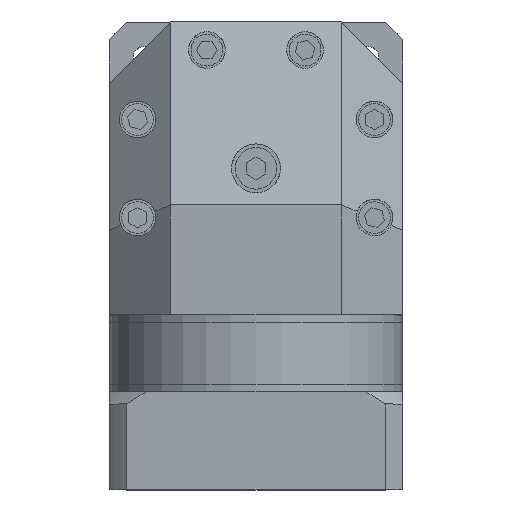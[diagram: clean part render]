
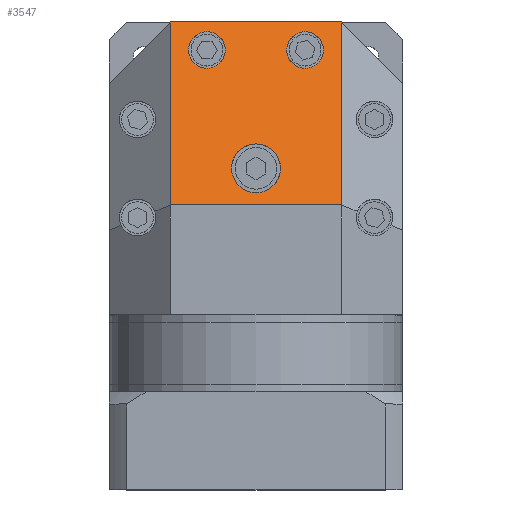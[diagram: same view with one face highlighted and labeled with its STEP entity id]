
A CAD part, top view. The second image highlights one B-rep face of the part: STEP entity #3547.
In plain terms, the highlighted planar face has unit normal (0, 0.707, 0.707).
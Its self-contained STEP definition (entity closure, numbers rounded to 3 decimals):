
#42 = CARTESIAN_POINT ( 'NONE',  ( 27.591, 48.504, -3.504 ) ) ;
#139 = VECTOR ( 'NONE', #2572, 1000. ) ;
#220 = FACE_BOUND ( 'NONE', #11089, .T. ) ;
#409 = ORIENTED_EDGE ( 'NONE', *, *, #12391, .F. ) ;
#428 = EDGE_CURVE ( 'NONE', #1462, #7217, #3511, .T. ) ;
#500 =( BOUNDED_CURVE ( )  B_SPLINE_CURVE ( 3, ( #4368, #11400, #6691, #14916 ),
 .UNSPECIFIED., .F., .F. ) 
 B_SPLINE_CURVE_WITH_KNOTS ( ( 4, 4 ),
 ( 1.571, 4.712 ),
 .UNSPECIFIED. ) 
 CURVE ( )  GEOMETRIC_REPRESENTATION_ITEM ( )  RATIONAL_B_SPLINE_CURVE ( ( 1., 0.333, 0.333, 1. ) ) 
 REPRESENTATION_ITEM ( '' )  );
#723 = VECTOR ( 'NONE', #9587, 1000. ) ;
#861 = CARTESIAN_POINT ( 'NONE',  ( 35., 60., -15. ) ) ;
#1036 = CARTESIAN_POINT ( 'NONE',  ( -12.591, 33.504, 11.496 ) ) ;
#1215 = ORIENTED_EDGE ( 'NONE', *, *, #9841, .F. ) ;
#1395 = CARTESIAN_POINT ( 'NONE',  ( -35., -15., 60. ) ) ;
#1462 = VERTEX_POINT ( 'NONE', #11074 ) ;
#1578 = AXIS2_PLACEMENT_3D ( 'NONE', #13616, #10108, #3091 ) ;
#1737 = CARTESIAN_POINT ( 'NONE',  ( -10., -20., 65. ) ) ;
#1908 = CARTESIAN_POINT ( 'NONE',  ( -10., 20., 25. ) ) ;
#1941 = CARTESIAN_POINT ( 'NONE',  ( 10., 0., 45. ) ) ;
#2023 = VERTEX_POINT ( 'NONE', #6953 ) ;
#2418 = CARTESIAN_POINT ( 'NONE',  ( 12.591, 48.504, -3.504 ) ) ;
#2572 = DIRECTION ( 'NONE',  ( 0., -0.707, 0.707 ) ) ;
#2704 = EDGE_CURVE ( 'NONE', #14207, #4775, #8270, .T. ) ;
#2898 = CARTESIAN_POINT ( 'NONE',  ( 10., 0., 45. ) ) ;
#2998 = VECTOR ( 'NONE', #5113, 1000. ) ;
#3069 = CARTESIAN_POINT ( 'NONE',  ( 10., 20., 25. ) ) ;
#3091 = DIRECTION ( 'NONE',  ( -1., 0., 0. ) ) ;
#3273 = CARTESIAN_POINT ( 'NONE',  ( -60., 60., -15. ) ) ;
#3332 = FACE_OUTER_BOUND ( 'NONE', #4936, .T. ) ;
#3511 =( BOUNDED_CURVE ( )  B_SPLINE_CURVE ( 3, ( #12236, #11064, #4030, #5203 ),
 .UNSPECIFIED., .F., .T. ) 
 B_SPLINE_CURVE_WITH_KNOTS ( ( 4, 4 ),
 ( 4.712, 7.854 ),
 .UNSPECIFIED. ) 
 CURVE ( )  GEOMETRIC_REPRESENTATION_ITEM ( )  RATIONAL_B_SPLINE_CURVE ( ( 1., 0.333, 0.333, 1. ) ) 
 REPRESENTATION_ITEM ( '' )  );
#3547 = ADVANCED_FACE ( 'NONE', ( #6063, #220, #9195, #3332 ), #7709, .F. ) ;
#4030 = CARTESIAN_POINT ( 'NONE',  ( 27.591, 33.504, 11.496 ) ) ;
#4368 = CARTESIAN_POINT ( 'NONE',  ( -12.591, 48.504, -3.504 ) ) ;
#4575 = LINE ( 'NONE', #8388, #723 ) ;
#4701 = CARTESIAN_POINT ( 'NONE',  ( -27.591, 48.504, -3.504 ) ) ;
#4739 = ORIENTED_EDGE ( 'NONE', *, *, #5312, .F. ) ;
#4775 = VERTEX_POINT ( 'NONE', #5832 ) ;
#4901 =( BOUNDED_CURVE ( )  B_SPLINE_CURVE ( 3, ( #42, #7012, #9417, #2418 ),
 .UNSPECIFIED., .F., .T. ) 
 B_SPLINE_CURVE_WITH_KNOTS ( ( 4, 4 ),
 ( 1.571, 4.712 ),
 .UNSPECIFIED. ) 
 CURVE ( )  GEOMETRIC_REPRESENTATION_ITEM ( )  RATIONAL_B_SPLINE_CURVE ( ( 1., 0.333, 0.333, 1. ) ) 
 REPRESENTATION_ITEM ( '' )  );
#4936 = EDGE_LOOP ( 'NONE', ( #409, #7083, #10587, #11224 ) ) ;
#5113 = DIRECTION ( 'NONE',  ( 0., 0.707, -0.707 ) ) ;
#5203 = CARTESIAN_POINT ( 'NONE',  ( 27.591, 48.504, -3.504 ) ) ;
#5312 = EDGE_CURVE ( 'NONE', #10286, #11137, #14218, .T. ) ;
#5532 = EDGE_CURVE ( 'NONE', #2023, #8489, #4575, .T. ) ;
#5826 = CARTESIAN_POINT ( 'NONE',  ( -35., 60., -15. ) ) ;
#5832 = CARTESIAN_POINT ( 'NONE',  ( -12.591, 48.504, -3.504 ) ) ;
#5995 = EDGE_CURVE ( 'NONE', #7217, #1462, #4901, .T. ) ;
#6063 = FACE_BOUND ( 'NONE', #8291, .T. ) ;
#6099 = LINE ( 'NONE', #12144, #2998 ) ;
#6177 = VECTOR ( 'NONE', #9097, 1000. ) ;
#6331 = VERTEX_POINT ( 'NONE', #861 ) ;
#6564 = CARTESIAN_POINT ( 'NONE',  ( 10., 0., 45. ) ) ;
#6691 = CARTESIAN_POINT ( 'NONE',  ( -27.591, 63.504, -18.504 ) ) ;
#6942 = ORIENTED_EDGE ( 'NONE', *, *, #2704, .F. ) ;
#6953 = CARTESIAN_POINT ( 'NONE',  ( 35., -15., 60. ) ) ;
#7012 = CARTESIAN_POINT ( 'NONE',  ( 27.591, 63.504, -18.504 ) ) ;
#7083 = ORIENTED_EDGE ( 'NONE', *, *, #7538, .T. ) ;
#7217 = VERTEX_POINT ( 'NONE', #13388 ) ;
#7386 = VERTEX_POINT ( 'NONE', #5826 ) ;
#7538 = EDGE_CURVE ( 'NONE', #7386, #8489, #9486, .T. ) ;
#7709 = PLANE ( 'NONE',  #1578 ) ;
#8270 =( BOUNDED_CURVE ( )  B_SPLINE_CURVE ( 3, ( #9220, #15067, #1036, #10402 ),
 .UNSPECIFIED., .F., .F. ) 
 B_SPLINE_CURVE_WITH_KNOTS ( ( 4, 4 ),
 ( 4.712, 7.854 ),
 .UNSPECIFIED. ) 
 CURVE ( )  GEOMETRIC_REPRESENTATION_ITEM ( )  RATIONAL_B_SPLINE_CURVE ( ( 1., 0.333, 0.333, 1. ) ) 
 REPRESENTATION_ITEM ( '' )  );
#8291 = EDGE_LOOP ( 'NONE', ( #15096, #9899 ) ) ;
#8388 = CARTESIAN_POINT ( 'NONE',  ( 0., -15., 60. ) ) ;
#8489 = VERTEX_POINT ( 'NONE', #11867 ) ;
#9055 = EDGE_CURVE ( 'NONE', #2023, #6331, #6099, .T. ) ;
#9097 = DIRECTION ( 'NONE',  ( 1., 0., 0. ) ) ;
#9195 = FACE_BOUND ( 'NONE', #12739, .T. ) ;
#9220 = CARTESIAN_POINT ( 'NONE',  ( -27.591, 48.504, -3.504 ) ) ;
#9417 = CARTESIAN_POINT ( 'NONE',  ( 12.591, 63.504, -18.504 ) ) ;
#9486 = LINE ( 'NONE', #1395, #139 ) ;
#9587 = DIRECTION ( 'NONE',  ( -1., 0., 0. ) ) ;
#9788 =( BOUNDED_CURVE ( )  B_SPLINE_CURVE ( 3, ( #12226, #1737, #9916, #2898 ),
 .UNSPECIFIED., .F., .F. ) 
 B_SPLINE_CURVE_WITH_KNOTS ( ( 4, 4 ),
 ( 4.712, 7.854 ),
 .UNSPECIFIED. ) 
 CURVE ( )  GEOMETRIC_REPRESENTATION_ITEM ( )  RATIONAL_B_SPLINE_CURVE ( ( 1., 0.333, 0.333, 1. ) ) 
 REPRESENTATION_ITEM ( '' )  );
#9841 = EDGE_CURVE ( 'NONE', #4775, #14207, #500, .T. ) ;
#9899 = ORIENTED_EDGE ( 'NONE', *, *, #428, .F. ) ;
#9916 = CARTESIAN_POINT ( 'NONE',  ( 10., -20., 65. ) ) ;
#10108 = DIRECTION ( 'NONE',  ( 0., -0.707, -0.707 ) ) ;
#10286 = VERTEX_POINT ( 'NONE', #1941 ) ;
#10402 = CARTESIAN_POINT ( 'NONE',  ( -12.591, 48.504, -3.504 ) ) ;
#10587 = ORIENTED_EDGE ( 'NONE', *, *, #5532, .F. ) ;
#10973 = ORIENTED_EDGE ( 'NONE', *, *, #14366, .F. ) ;
#11064 = CARTESIAN_POINT ( 'NONE',  ( 12.591, 33.504, 11.496 ) ) ;
#11074 = CARTESIAN_POINT ( 'NONE',  ( 12.591, 48.504, -3.504 ) ) ;
#11089 = EDGE_LOOP ( 'NONE', ( #1215, #6942 ) ) ;
#11137 = VERTEX_POINT ( 'NONE', #11856 ) ;
#11224 = ORIENTED_EDGE ( 'NONE', *, *, #9055, .T. ) ;
#11400 = CARTESIAN_POINT ( 'NONE',  ( -12.591, 63.504, -18.504 ) ) ;
#11856 = CARTESIAN_POINT ( 'NONE',  ( -10., 0., 45. ) ) ;
#11867 = CARTESIAN_POINT ( 'NONE',  ( -35., -15., 60. ) ) ;
#12144 = CARTESIAN_POINT ( 'NONE',  ( 35., -15., 60. ) ) ;
#12226 = CARTESIAN_POINT ( 'NONE',  ( -10., 0., 45. ) ) ;
#12236 = CARTESIAN_POINT ( 'NONE',  ( 12.591, 48.504, -3.504 ) ) ;
#12391 = EDGE_CURVE ( 'NONE', #7386, #6331, #12824, .T. ) ;
#12739 = EDGE_LOOP ( 'NONE', ( #4739, #10973 ) ) ;
#12824 = LINE ( 'NONE', #3273, #6177 ) ;
#13388 = CARTESIAN_POINT ( 'NONE',  ( 27.591, 48.504, -3.504 ) ) ;
#13616 = CARTESIAN_POINT ( 'NONE',  ( 0., -15., 60. ) ) ;
#14207 = VERTEX_POINT ( 'NONE', #4701 ) ;
#14218 =( BOUNDED_CURVE ( )  B_SPLINE_CURVE ( 3, ( #6564, #3069, #1908, #14797 ),
 .UNSPECIFIED., .F., .F. ) 
 B_SPLINE_CURVE_WITH_KNOTS ( ( 4, 4 ),
 ( 1.571, 4.712 ),
 .UNSPECIFIED. ) 
 CURVE ( )  GEOMETRIC_REPRESENTATION_ITEM ( )  RATIONAL_B_SPLINE_CURVE ( ( 1., 0.333, 0.333, 1. ) ) 
 REPRESENTATION_ITEM ( '' )  );
#14366 = EDGE_CURVE ( 'NONE', #11137, #10286, #9788, .T. ) ;
#14797 = CARTESIAN_POINT ( 'NONE',  ( -10., 0., 45. ) ) ;
#14916 = CARTESIAN_POINT ( 'NONE',  ( -27.591, 48.504, -3.504 ) ) ;
#15067 = CARTESIAN_POINT ( 'NONE',  ( -27.591, 33.504, 11.496 ) ) ;
#15096 = ORIENTED_EDGE ( 'NONE', *, *, #5995, .F. ) ;
